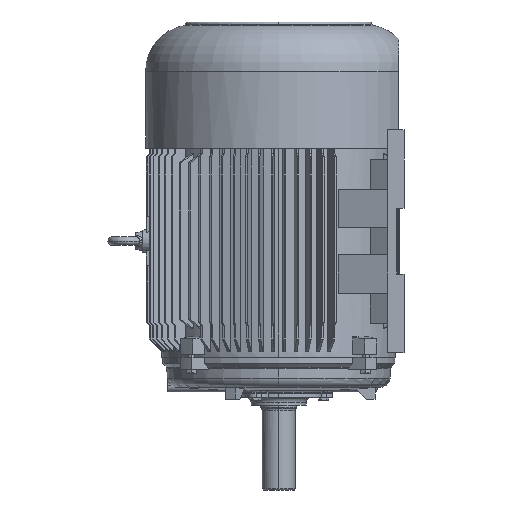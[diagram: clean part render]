
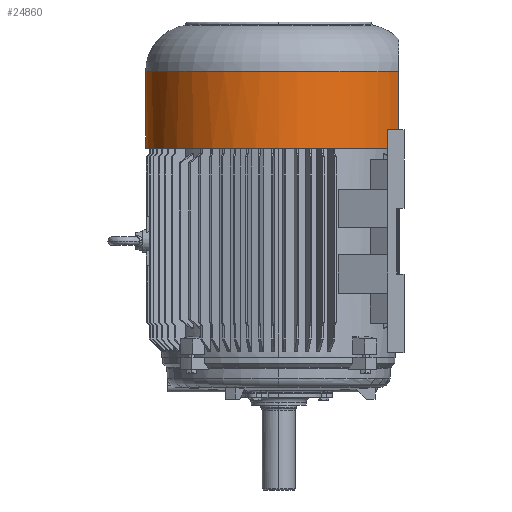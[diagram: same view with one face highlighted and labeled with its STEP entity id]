
A CAD part, left-side view. The second image highlights one B-rep face of the part: STEP entity #24860.
In plain terms, the highlighted cylindrical face has radius 242.5 mm (diameter 485 mm), a partial arc.
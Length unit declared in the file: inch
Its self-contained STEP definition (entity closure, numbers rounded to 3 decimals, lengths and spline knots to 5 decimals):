
#2328 = DIRECTION ( 'NONE',  ( 0., 0., -1. ) ) ;
#2964 = CARTESIAN_POINT ( 'NONE',  ( -2.31831, -5.47535, 16.89673 ) ) ;
#3272 = CARTESIAN_POINT ( 'NONE',  ( -5.97005, 0.01452, 16.89673 ) ) ;
#3576 = CARTESIAN_POINT ( 'NONE',  ( -6.22181, 1.78992, 16.89673 ) ) ;
#4779 = CARTESIAN_POINT ( 'NONE',  ( -5.25594, 6.46908, 16.89673 ) ) ;
#5380 = CARTESIAN_POINT ( 'NONE',  ( -6.22181, 2.23821, 16.89673 ) ) ;
#5733 = CARTESIAN_POINT ( 'NONE',  ( 3.32544, 2.23821, 11.38417 ) ) ;
#5926 = CARTESIAN_POINT ( 'NONE',  ( -5.19806, -2.08624, 11.38417 ) ) ;
#5992 = CARTESIAN_POINT ( 'NONE',  ( -5.91645, 4.71364, 16.89673 ) ) ;
#12562 = CARTESIAN_POINT ( 'NONE',  ( -1.17943, -6.19132, 11.38417 ) ) ;
#13095 = ORIENTED_EDGE ( 'NONE', *, *, #41133, .T. ) ;
#16637 = B_SPLINE_CURVE_WITH_KNOTS ( 'NONE', 3,
 ( #58101, #65079, #30792, #2964, #31092, #58388, #51472, #79267, #16863, #65375, #45111, #23796, #72296, #3272, #17165, #86261, #3576, #24395 ),
 .UNSPECIFIED., .F., .F.,
 ( 4, 2, 2, 2, 2, 2, 2, 2, 4 ),
 ( 0., 0.125, 0.25, 0.375, 0.5, 0.625, 0.75, 0.875, 1. ),
 .UNSPECIFIED. ) ;
#16863 = CARTESIAN_POINT ( 'NONE',  ( -4.50649, -3.2401, 16.89673 ) ) ;
#17031 = AXIS2_PLACEMENT_3D ( 'NONE', #5733, #60273, #67210 ) ;
#17165 = CARTESIAN_POINT ( 'NONE',  ( -6.0643, 0.45393, 16.89673 ) ) ;
#18497 = DIRECTION ( 'NONE',  ( 0., 1., 0. ) ) ;
#18974 = CARTESIAN_POINT ( 'NONE',  ( -4.26565, 8.06193, 16.89673 ) ) ;
#19024 = CARTESIAN_POINT ( 'NONE',  ( 3.32544, 11.78545, 11.38417 ) ) ;
#19212 = CARTESIAN_POINT ( 'NONE',  ( -3.34539, -4.60657, 11.38417 ) ) ;
#20093 = ORIENTED_EDGE ( 'NONE', *, *, #80663, .T. ) ;
#23796 = CARTESIAN_POINT ( 'NONE',  ( -5.56577, -1.26853, 16.89673 ) ) ;
#24395 = CARTESIAN_POINT ( 'NONE',  ( -6.22181, 2.23821, 16.89673 ) ) ;
#24705 = CARTESIAN_POINT ( 'NONE',  ( -0.77458, -6.38384, 11.38417 ) ) ;
#24860 = ADVANCED_FACE ( 'NONE', ( #38585 ), #44017, .T. ) ;
#25701 = CARTESIAN_POINT ( 'NONE',  ( 3.32544, 2.23821, 11.38417 ) ) ;
#26500 = CARTESIAN_POINT ( 'NONE',  ( -1.45917, 10.52361, 16.89673 ) ) ;
#26966 = EDGE_CURVE ( 'NONE', #63066, #29625, #79030, .T. ) ;
#28191 = ORIENTED_EDGE ( 'NONE', *, *, #35736, .T. ) ;
#29625 = VERTEX_POINT ( 'NONE', #84222 ) ;
#30548 = CARTESIAN_POINT ( 'NONE',  ( -0.77458, -6.38384, 13.22169 ) ) ;
#30792 = CARTESIAN_POINT ( 'NONE',  ( -1.57069, -5.97025, 16.89673 ) ) ;
#31092 = CARTESIAN_POINT ( 'NONE',  ( -2.67466, -5.20153, 16.89673 ) ) ;
#32251 = CARTESIAN_POINT ( 'NONE',  ( -4.98536, -2.48212, 11.38417 ) ) ;
#32854 = CARTESIAN_POINT ( 'NONE',  ( -3.65976, -4.28543, 11.38417 ) ) ;
#33159 = CARTESIAN_POINT ( 'NONE',  ( -2.31831, -5.47535, 11.38417 ) ) ;
#33536 = CARTESIAN_POINT ( 'NONE',  ( 0.85, 11.4801, 16.89673 ) ) ;
#34939 = CARTESIAN_POINT ( 'NONE',  ( 3.32544, 11.78545, 16.89673 ) ) ;
#35511 = CIRCLE ( 'NONE', #60306, 9.54724 ) ;
#35736 = EDGE_CURVE ( 'NONE', #71256, #63066, #88175, .T. ) ;
#36545 = VERTEX_POINT ( 'NONE', #44648 ) ;
#38055 = CARTESIAN_POINT ( 'NONE',  ( -5.97005, 0.01452, 11.38417 ) ) ;
#38297 = VERTEX_POINT ( 'NONE', #24705 ) ;
#38585 = FACE_OUTER_BOUND ( 'NONE', #57724, .T. ) ;
#38670 = CARTESIAN_POINT ( 'NONE',  ( -5.56577, -1.26853, 11.38417 ) ) ;
#39023 = ORIENTED_EDGE ( 'NONE', *, *, #52896, .T. ) ;
#39548 = CARTESIAN_POINT ( 'NONE',  ( -6.22181, 2.23821, 16.89673 ) ) ;
#40183 = CARTESIAN_POINT ( 'NONE',  ( -4.24031, -3.60219, 11.38417 ) ) ;
#41133 = EDGE_CURVE ( 'NONE', #36545, #71256, #16637, .T. ) ;
#44017 = CYLINDRICAL_SURFACE ( 'NONE', #17031, 9.54724 ) ;
#44403 = VECTOR ( 'NONE', #2328, 39.37008 ) ;
#44648 = CARTESIAN_POINT ( 'NONE',  ( -0.77458, -6.38384, 16.89673 ) ) ;
#45111 = CARTESIAN_POINT ( 'NONE',  ( -5.19806, -2.08624, 16.89673 ) ) ;
#45366 = CARTESIAN_POINT ( 'NONE',  ( -6.22181, 2.23821, 11.38417 ) ) ;
#46610 = CARTESIAN_POINT ( 'NONE',  ( -6.22181, 2.86307, 16.89673 ) ) ;
#47211 = CARTESIAN_POINT ( 'NONE',  ( -3.86733, 8.54728, 16.89673 ) ) ;
#51472 = CARTESIAN_POINT ( 'NONE',  ( -3.65976, -4.28543, 16.89673 ) ) ;
#52110 = CARTESIAN_POINT ( 'NONE',  ( -0.77458, -6.38384, 16.89673 ) ) ;
#52896 = EDGE_CURVE ( 'NONE', #38297, #36545, #76385, .T. ) ;
#53866 = CARTESIAN_POINT ( 'NONE',  ( -5.73419, 5.31448, 16.89673 ) ) ;
#54457 = CARTESIAN_POINT ( 'NONE',  ( 0.24917, 11.29784, 16.89673 ) ) ;
#56837 = B_SPLINE_CURVE_WITH_KNOTS ( 'NONE', 3,
 ( #45366, #58943, #73461, #72556, #38055, #86521, #38670, #5926, #32251, #60163, #40183, #32854, #19212, #67400, #33159, #81624, #12562, #80719 ),
 .UNSPECIFIED., .F., .F.,
 ( 4, 2, 2, 2, 2, 2, 2, 2, 4 ),
 ( 0., 0.125, 0.25, 0.375, 0.5, 0.625, 0.75, 0.875, 1. ),
 .UNSPECIFIED. ) ;
#57724 = EDGE_LOOP ( 'NONE', ( #28191, #58653, #68800, #20093, #39023, #13095 ) ) ;
#58101 = CARTESIAN_POINT ( 'NONE',  ( -0.77458, -6.38384, 16.89673 ) ) ;
#58388 = CARTESIAN_POINT ( 'NONE',  ( -3.34539, -4.60657, 16.89673 ) ) ;
#58441 = CARTESIAN_POINT ( 'NONE',  ( -0.77458, -6.38384, 15.05921 ) ) ;
#58653 = ORIENTED_EDGE ( 'NONE', *, *, #26966, .T. ) ;
#58943 = CARTESIAN_POINT ( 'NONE',  ( -6.22181, 1.78992, 11.38417 ) ) ;
#60163 = CARTESIAN_POINT ( 'NONE',  ( -4.50649, -3.2401, 11.38417 ) ) ;
#60229 = CARTESIAN_POINT ( 'NONE',  ( -4.95996, 7.02281, 16.89673 ) ) ;
#60273 = DIRECTION ( 'NONE',  ( 0., 0., -1. ) ) ;
#60306 = AXIS2_PLACEMENT_3D ( 'NONE', #25701, #88211, #18497 ) ;
#60648 = CARTESIAN_POINT ( 'NONE',  ( -6.22181, 2.23821, 11.38417 ) ) ;
#61109 = CARTESIAN_POINT ( 'NONE',  ( -2.98364, 9.43097, 16.89673 ) ) ;
#61415 = CARTESIAN_POINT ( 'NONE',  ( 2.70057, 11.78545, 16.89673 ) ) ;
#63066 = VERTEX_POINT ( 'NONE', #34939 ) ;
#64660 = VERTEX_POINT ( 'NONE', #60648 ) ;
#65079 = CARTESIAN_POINT ( 'NONE',  ( -1.17943, -6.19133, 16.89673 ) ) ;
#65375 = CARTESIAN_POINT ( 'NONE',  ( -4.98536, -2.48212, 16.89673 ) ) ;
#66864 = CARTESIAN_POINT ( 'NONE',  ( 3.32544, 11.78545, 16.89673 ) ) ;
#67162 = CARTESIAN_POINT ( 'NONE',  ( -2.49828, 9.82929, 16.89673 ) ) ;
#67210 = DIRECTION ( 'NONE',  ( 0., 1., 0. ) ) ;
#67400 = CARTESIAN_POINT ( 'NONE',  ( -2.67466, -5.20153, 11.38417 ) ) ;
#68073 = CARTESIAN_POINT ( 'NONE',  ( -0.90543, 10.81958, 16.89673 ) ) ;
#68800 = ORIENTED_EDGE ( 'NONE', *, *, #80944, .T. ) ;
#71256 = VERTEX_POINT ( 'NONE', #39548 ) ;
#71762 = CARTESIAN_POINT ( 'NONE',  ( -0.77458, -6.38384, 11.38417 ) ) ;
#72296 = CARTESIAN_POINT ( 'NONE',  ( -5.72078, -0.84671, 16.89673 ) ) ;
#72556 = CARTESIAN_POINT ( 'NONE',  ( -6.0643, 0.45393, 11.38417 ) ) ;
#73461 = CARTESIAN_POINT ( 'NONE',  ( -6.19018, 1.34163, 11.38417 ) ) ;
#76385 = B_SPLINE_CURVE_WITH_KNOTS ( 'NONE', 3,
 ( #71762, #30548, #58441, #52110 ),
 .UNSPECIFIED., .F., .F.,
 ( 4, 4 ),
 ( 0., 1. ),
 .UNSPECIFIED. ) ;
#79030 = LINE ( 'NONE', #19024, #44403 ) ;
#79267 = CARTESIAN_POINT ( 'NONE',  ( -4.24031, -3.60219, 16.89673 ) ) ;
#80663 = EDGE_CURVE ( 'NONE', #64660, #38297, #56837, .T. ) ;
#80719 = CARTESIAN_POINT ( 'NONE',  ( -0.77458, -6.38384, 11.38417 ) ) ;
#80944 = EDGE_CURVE ( 'NONE', #29625, #64660, #35511, .T. ) ;
#81624 = CARTESIAN_POINT ( 'NONE',  ( -1.57069, -5.97025, 11.38417 ) ) ;
#81991 = CARTESIAN_POINT ( 'NONE',  ( 2.07572, 11.72391, 16.89673 ) ) ;
#84222 = CARTESIAN_POINT ( 'NONE',  ( 3.32544, 11.78545, 11.38417 ) ) ;
#86261 = CARTESIAN_POINT ( 'NONE',  ( -6.19018, 1.34163, 16.89673 ) ) ;
#86521 = CARTESIAN_POINT ( 'NONE',  ( -5.72078, -0.84671, 11.38417 ) ) ;
#87788 = CARTESIAN_POINT ( 'NONE',  ( -6.16026, 3.48792, 16.89673 ) ) ;
#88175 = B_SPLINE_CURVE_WITH_KNOTS ( 'NONE', 3,
 ( #5380, #46610, #87788, #5992, #53866, #4779, #60229, #18974, #47211, #61109, #67162, #26500, #68073, #54457, #33536, #81991, #61415, #66864 ),
 .UNSPECIFIED., .F., .F.,
 ( 4, 2, 2, 2, 2, 2, 2, 2, 4 ),
 ( 0., 0.0625, 0.125, 0.1875, 0.25, 0.3125, 0.375, 0.4375, 0.5 ),
 .UNSPECIFIED. ) ;
#88211 = DIRECTION ( 'NONE',  ( 0., 0., 1. ) ) ;
